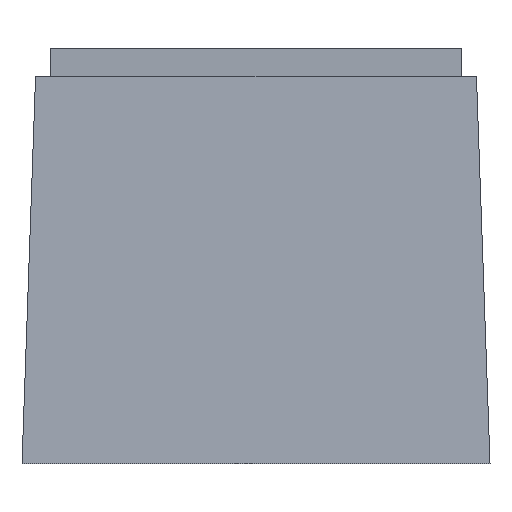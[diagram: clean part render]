
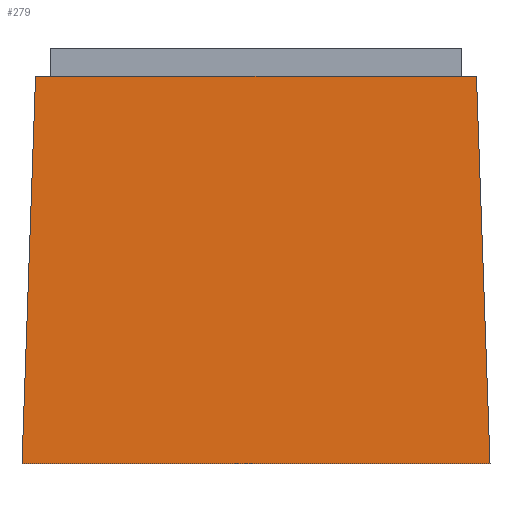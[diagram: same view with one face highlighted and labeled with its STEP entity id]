
A CAD part, front view. The second image highlights one B-rep face of the part: STEP entity #279.
In plain terms, the highlighted planar face has unit normal (0, -0.999, 0.035).
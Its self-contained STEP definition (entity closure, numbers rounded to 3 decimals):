
#259=AXIS2_PLACEMENT_3D('Plane Axis2P3D',#256,#257,#258) ;
#166=CARTESIAN_POINT('Vertex',(19.338,0.576,16.5)) ;
#180=CARTESIAN_POINT('Vertex',(0.576,0.576,16.5)) ;
#183=CARTESIAN_POINT('Line Origine',(9.957,0.576,16.5)) ;
#237=CARTESIAN_POINT('Line Origine',(19.626,0.288,8.25)) ;
#241=CARTESIAN_POINT('Vertex',(19.914,0.,0.)) ;
#256=CARTESIAN_POINT('Axis2P3D Location',(20.957,0.264,7.561)) ;
#261=CARTESIAN_POINT('Line Origine',(0.288,0.288,8.25)) ;
#265=CARTESIAN_POINT('Vertex',(0.,0.,0.)) ;
#268=CARTESIAN_POINT('Line Origine',(9.957,0.,0.)) ;
#184=DIRECTION('Vector Direction',(-1.,0.,0.)) ;
#238=DIRECTION('Vector Direction',(-0.035,0.035,0.999)) ;
#257=DIRECTION('Axis2P3D Direction',(0.,0.999,-0.035)) ;
#258=DIRECTION('Axis2P3D XDirection',(0.,-0.035,-0.999)) ;
#262=DIRECTION('Vector Direction',(-0.035,-0.035,-0.999)) ;
#269=DIRECTION('Vector Direction',(-1.,0.,0.)) ;
#185=VECTOR('Line Direction',#184,1.) ;
#239=VECTOR('Line Direction',#238,1.) ;
#263=VECTOR('Line Direction',#262,1.) ;
#270=VECTOR('Line Direction',#269,1.) ;
#274=ORIENTED_EDGE('',*,*,#267,.T.) ;
#275=ORIENTED_EDGE('',*,*,#272,.F.) ;
#276=ORIENTED_EDGE('',*,*,#243,.T.) ;
#277=ORIENTED_EDGE('',*,*,#187,.T.) ;
#279=ADVANCED_FACE('MANIFOLD_SOLID_BREP #101',(#278),#260,.F.) ;
#187=EDGE_CURVE('',#167,#181,#186,.T.) ;
#243=EDGE_CURVE('',#242,#167,#240,.T.) ;
#267=EDGE_CURVE('',#181,#266,#264,.T.) ;
#272=EDGE_CURVE('',#242,#266,#271,.T.) ;
#273=EDGE_LOOP('',(#274,#275,#276,#277)) ;
#278=FACE_OUTER_BOUND('',#273,.T.) ;
#186=LINE('Line',#183,#185) ;
#240=LINE('Line',#237,#239) ;
#264=LINE('Line',#261,#263) ;
#271=LINE('Line',#268,#270) ;
#260=PLANE('',#259) ;
#167=VERTEX_POINT('',#166) ;
#181=VERTEX_POINT('',#180) ;
#242=VERTEX_POINT('',#241) ;
#266=VERTEX_POINT('',#265) ;
